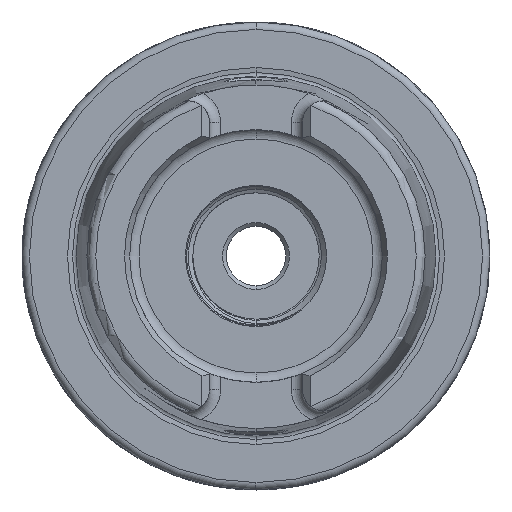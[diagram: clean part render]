
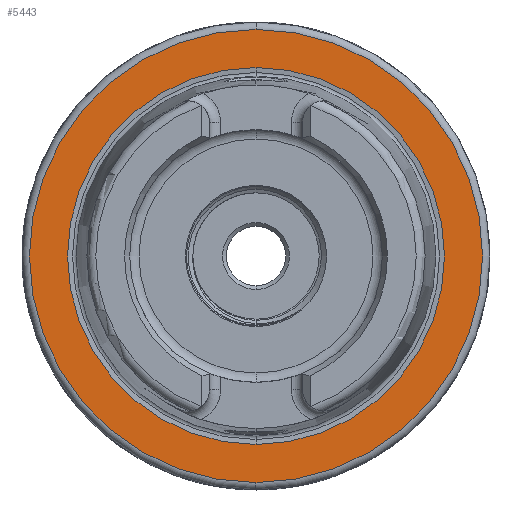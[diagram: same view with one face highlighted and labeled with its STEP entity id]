
A CAD part, left-side view. The second image highlights one B-rep face of the part: STEP entity #5443.
In plain terms, the highlighted planar face has unit normal (-1, 0, 0).
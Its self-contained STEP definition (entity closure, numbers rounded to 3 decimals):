
#1481 = VERTEX_POINT ( 'NONE', #6900 ) ;
#1482 = VERTEX_POINT ( 'NONE', #6901 ) ;
#1488 = VERTEX_POINT ( 'NONE', #6907 ) ;
#1489 = VERTEX_POINT ( 'NONE', #6908 ) ;
#2223 = FACE_OUTER_BOUND ( 'NONE', #7733, .T. ) ;
#2226 = FACE_BOUND ( 'NONE', #7734, .T. ) ;
#2228 = AXIS2_PLACEMENT_3D ( 'NONE', #7428, #7429, #7430 ) ;
#4723 = EDGE_CURVE ( 'NONE', #1488, #1489, #4821, .T. ) ;
#4724 = EDGE_CURVE ( 'NONE', #1481, #1482, #4822, .T. ) ;
#4821 = CIRCLE ( 'NONE', #10145, 25.369 ) ;
#4822 = CIRCLE ( 'NONE', #10147, 30.5 ) ;
#4968 = CIRCLE ( 'NONE', #16902, 25.369 ) ;
#4973 = CIRCLE ( 'NONE', #12211, 30.5 ) ;
#5443 = ADVANCED_FACE ( 'NONE', ( #2223, #2226 ), #7427, .T. ) ;
#6355 = ORIENTED_EDGE ( 'NONE', *, *, #13621, .T. ) ;
#6356 = ORIENTED_EDGE ( 'NONE', *, *, #4724, .T. ) ;
#6357 = ORIENTED_EDGE ( 'NONE', *, *, #4723, .T. ) ;
#6358 = ORIENTED_EDGE ( 'NONE', *, *, #13606, .T. ) ;
#6900 = CARTESIAN_POINT ( 'NONE',  ( 0., 0., -30.5 ) ) ;
#6901 = CARTESIAN_POINT ( 'NONE',  ( 0., 0., 30.5 ) ) ;
#6907 = CARTESIAN_POINT ( 'NONE',  ( 0., 0., -25.369 ) ) ;
#6908 = CARTESIAN_POINT ( 'NONE',  ( 0., 0., 25.369 ) ) ;
#7427 = PLANE ( 'NONE',  #2228 ) ;
#7428 = CARTESIAN_POINT ( 'NONE',  ( 0., 25.369, 0. ) ) ;
#7429 = DIRECTION ( 'NONE',  ( -1., 0., 0. ) ) ;
#7430 = DIRECTION ( 'NONE',  ( 0., 0., 1. ) ) ;
#7733 = EDGE_LOOP ( 'NONE', ( #6355, #6356 ) ) ;
#7734 = EDGE_LOOP ( 'NONE', ( #6358, #6357 ) ) ;
#10145 = AXIS2_PLACEMENT_3D ( 'NONE', #24069, #24070, #24071 ) ;
#10147 = AXIS2_PLACEMENT_3D ( 'NONE', #24072, #24073, #24074 ) ;
#12211 = AXIS2_PLACEMENT_3D ( 'NONE', #17476, #17477, #17478 ) ;
#13606 = EDGE_CURVE ( 'NONE', #1489, #1488, #4968, .T. ) ;
#13621 = EDGE_CURVE ( 'NONE', #1482, #1481, #4973, .T. ) ;
#16902 = AXIS2_PLACEMENT_3D ( 'NONE', #17205, #17209, #17210 ) ;
#17205 = CARTESIAN_POINT ( 'NONE',  ( 0., 0., 0. ) ) ;
#17209 = DIRECTION ( 'NONE',  ( 1., 0., 0. ) ) ;
#17210 = DIRECTION ( 'NONE',  ( 0., 0., -1. ) ) ;
#17476 = CARTESIAN_POINT ( 'NONE',  ( 0., 0., 0. ) ) ;
#17477 = DIRECTION ( 'NONE',  ( -1., 0., 0. ) ) ;
#17478 = DIRECTION ( 'NONE',  ( 0., 0., 1. ) ) ;
#24069 = CARTESIAN_POINT ( 'NONE',  ( 0., 0., 0. ) ) ;
#24070 = DIRECTION ( 'NONE',  ( 1., 0., 0. ) ) ;
#24071 = DIRECTION ( 'NONE',  ( 0., 0., -1. ) ) ;
#24072 = CARTESIAN_POINT ( 'NONE',  ( 0., 0., 0. ) ) ;
#24073 = DIRECTION ( 'NONE',  ( -1., 0., 0. ) ) ;
#24074 = DIRECTION ( 'NONE',  ( 0., 0., 1. ) ) ;
